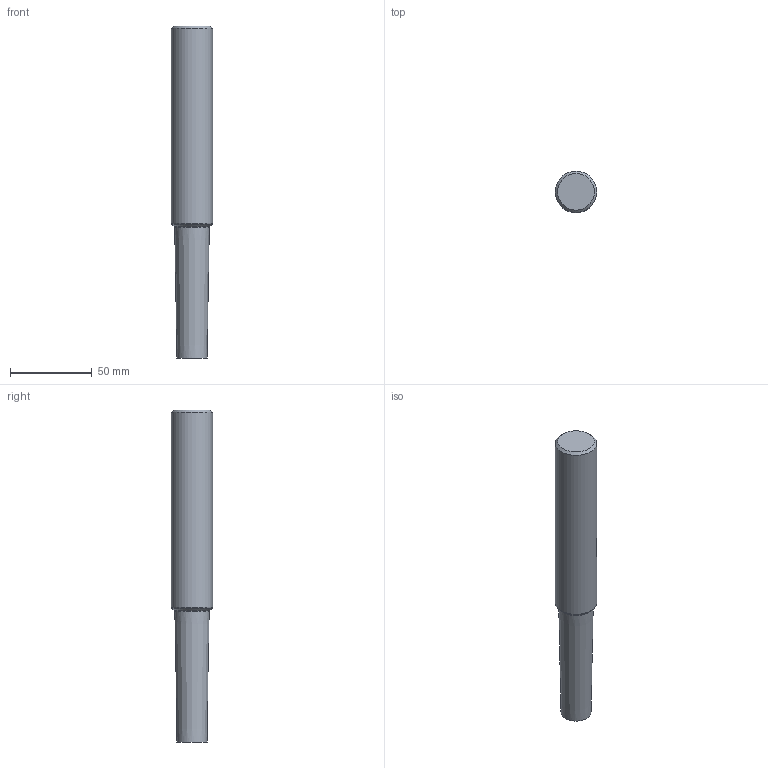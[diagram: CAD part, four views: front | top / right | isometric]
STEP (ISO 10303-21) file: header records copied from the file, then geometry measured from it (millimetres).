
FILE_DESCRIPTION(/* description */ (''),/* implementation_level */ '2;1');
FILE_NAME(/* name */ 'XE201.00J4-8.00-01.0E_Basic.stp',/* time_stamp */ '2022-08-02T14:36:33+05:00',/* author */ (''),/* organization */ (''),/* preprocessor_version */ 'ST-DEVELOPER v16.7',/* originating_system */ 'SIEMENS PLM Software NX 12.0',/* authorisation */ '');
FILE_SCHEMA (('AUTOMOTIVE_DESIGN { 1 0 10303 214 3 1 1 1 }'));
Length unit declared in the file: millimetre
Products named in the file (1): inco283C32F3z34b
Bounding box: 25.39 x 25.39 x 203.2 mm (x, y, z)
Volume: 84250.1 mm3; surface area: 16346 mm2
Topology: 1 solids, 1 shells, 22 faces, 42 edges, 22 vertices
Faces by surface type: cone 10, torus 7, cylinder 3, plane 2
Full cylindrical faces by diameter (mm): 9.25 x1, 14.715 x1, 25.393 x1
Entity records: 497 total; most frequent: DIRECTION 94, CARTESIAN_POINT 69, AXIS2_PLACEMENT_3D 47, FACE_BOUND 42, EDGE_LOOP 42, ORIENTED_EDGE 42, ADVANCED_FACE 22, VERTEX_POINT 22
